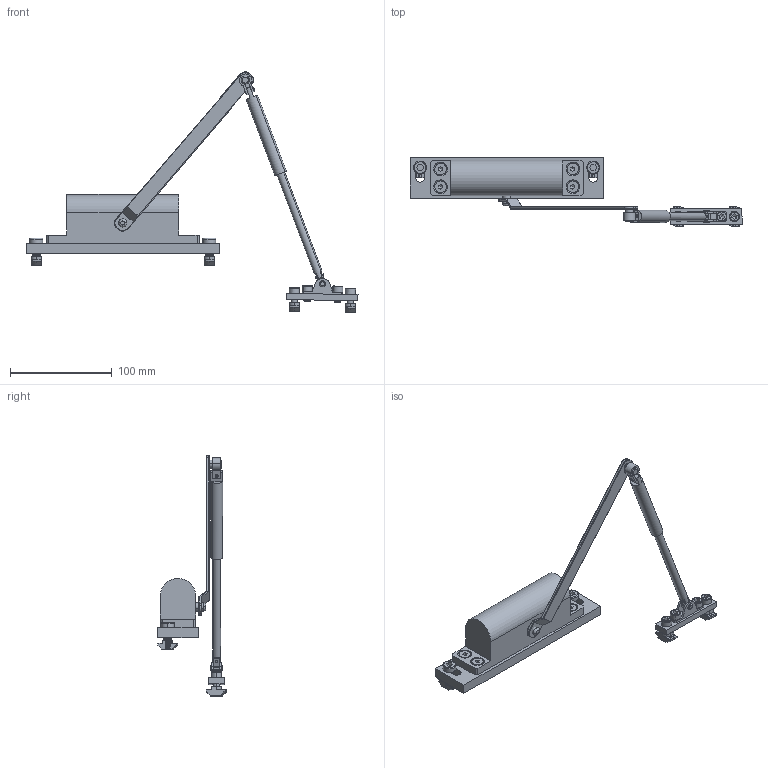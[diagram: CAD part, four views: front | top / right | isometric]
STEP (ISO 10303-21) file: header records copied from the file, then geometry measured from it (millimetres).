
FILE_DESCRIPTION (( 'STEP AP203' ), '1' );
FILE_NAME ('AL-PNDH.DS.ST.STEP', '2025-04-17T13:48:38', ( '' ), ( '' ), 'SwSTEP 2.0', 'SolidWorks 2021', '' );
FILE_SCHEMA (( 'CONFIG_CONTROL_DESIGN' ));
Length unit declared in the file: millimetre
Products named in the file (12): AL-2D09.A41A.01 O - aaeea iac 10 I8; AL-PNDH.DS.ST; Aiaia?ee aaa?iie (i?iooeia)___; Eiiey Eiiey AL-2D09.A31A.01 Aaeea O-ia?aciay Iac 10^AL-PNDH.DS.ST Aiaia?ee aaa?iie; Nai?ea2; Aeio n aioo?aiiei oanoea?aiieeii DIN912 I8o20; Aiaia?ee aaa?iie (iea?i)___; Aiaia?ee aaa?iie (oyaa)___; Aiaia?ee aaa?iie (iniiaaiea)___; Ia?aoiaiee; Ia?aoiaiee 2; Aeio DIN 912 M6 x 16_DIN 912 M6 x 16
Assembly tree (15 placements, depth 3):
  AL-PNDH.DS.ST
    Nai?ea2
      Aiaia?ee aaa?iie (iniiaaiea)___
      Aiaia?ee aaa?iie (iea?i)___
      Aiaia?ee aaa?iie (oyaa)___
      Aiaia?ee aaa?iie (i?iooeia)___
      Ia?aoiaiee
      Ia?aoiaiee 2
    Aeio n aioo?aiiei oanoea?aiieeii DIN912 I8o20  x2
    Eiiey Eiiey AL-2D09.A31A.01 Aaeea O-ia?aciay Iac 10^AL-PNDH.DS.ST Aiaia?ee aaa?iie  x2
    AL-2D09.A41A.01 O - aaeea iac 10 I8  x2
    Aeio DIN 912 M6 x 16_DIN 912 M6 x 16  x2
Bounding box: 326.13 x 67.64 x 236.13 mm (x, y, z)
Volume: 91026.8 mm3; surface area: 71436.9 mm2
Topology: 7 solids, 37 shells, 931 faces, 2376 edges, 1458 vertices
Faces by surface type: plane 333, cylinder 238, cone 178, torus 132, bspline 50
Entity records: 42461 total; most frequent: CARTESIAN_POINT 23110, DIRECTION 3939, ORIENTED_EDGE 3610, EDGE_CURVE 1876, AXIS2_PLACEMENT_3D 1552, VERTEX_POINT 1145, EDGE_LOOP 837, VECTOR 835
